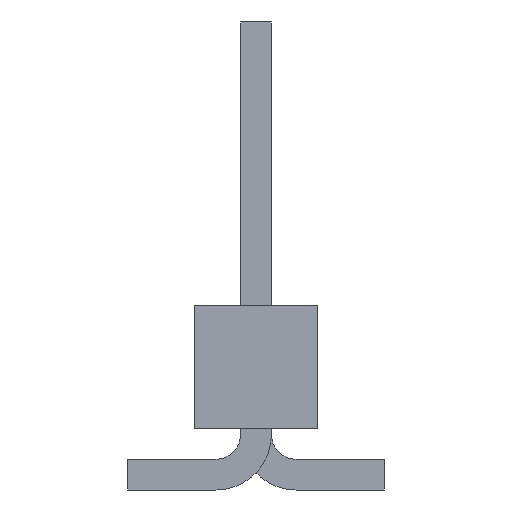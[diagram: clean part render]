
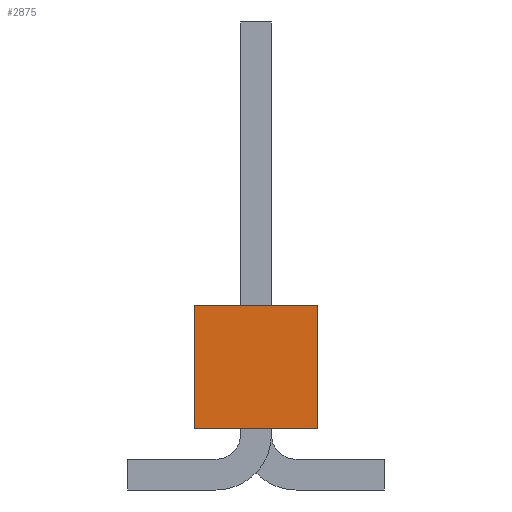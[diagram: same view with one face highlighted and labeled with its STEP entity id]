
A CAD part, left-side view. The second image highlights one B-rep face of the part: STEP entity #2875.
In plain terms, the highlighted planar face has unit normal (-1, 0, 0).
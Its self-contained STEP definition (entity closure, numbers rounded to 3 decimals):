
#474 = VERTEX_POINT('',#475);
#475 = CARTESIAN_POINT('',(-15.24,1.27,-1.27));
#481 = EDGE_CURVE('',#474,#482,#484,.T.);
#482 = VERTEX_POINT('',#483);
#483 = CARTESIAN_POINT('',(-15.24,1.27,1.27));
#484 = LINE('',#485,#486);
#485 = CARTESIAN_POINT('',(-15.24,1.27,-1.27));
#486 = VECTOR('',#487,1.);
#487 = DIRECTION('',(0.,0.,1.));
#2322 = VERTEX_POINT('',#2323);
#2323 = CARTESIAN_POINT('',(-15.24,-1.27,1.27));
#2329 = EDGE_CURVE('',#2330,#2322,#2332,.T.);
#2330 = VERTEX_POINT('',#2331);
#2331 = CARTESIAN_POINT('',(-15.24,-1.27,-1.27));
#2332 = LINE('',#2333,#2334);
#2333 = CARTESIAN_POINT('',(-15.24,-1.27,-1.27));
#2334 = VECTOR('',#2335,1.);
#2335 = DIRECTION('',(0.,0.,1.));
#2358 = EDGE_CURVE('',#474,#2330,#2359,.T.);
#2359 = LINE('',#2360,#2361);
#2360 = CARTESIAN_POINT('',(-15.24,1.27,-1.27));
#2361 = VECTOR('',#2362,1.);
#2362 = DIRECTION('',(0.,-1.,0.));
#2864 = EDGE_CURVE('',#482,#2322,#2865,.T.);
#2865 = LINE('',#2866,#2867);
#2866 = CARTESIAN_POINT('',(-15.24,1.27,1.27));
#2867 = VECTOR('',#2868,1.);
#2868 = DIRECTION('',(0.,-1.,0.));
#2875 = ADVANCED_FACE('',(#2876),#2882,.F.);
#2876 = FACE_BOUND('',#2877,.T.);
#2877 = EDGE_LOOP('',(#2878,#2879,#2880,#2881));
#2878 = ORIENTED_EDGE('',*,*,#2329,.T.);
#2879 = ORIENTED_EDGE('',*,*,#2864,.F.);
#2880 = ORIENTED_EDGE('',*,*,#481,.F.);
#2881 = ORIENTED_EDGE('',*,*,#2358,.T.);
#2882 = PLANE('',#2883);
#2883 = AXIS2_PLACEMENT_3D('',#2884,#2885,#2886);
#2884 = CARTESIAN_POINT('',(-15.24,1.27,-1.27));
#2885 = DIRECTION('',(1.,0.,0.));
#2886 = DIRECTION('',(0.,0.,-1.));
